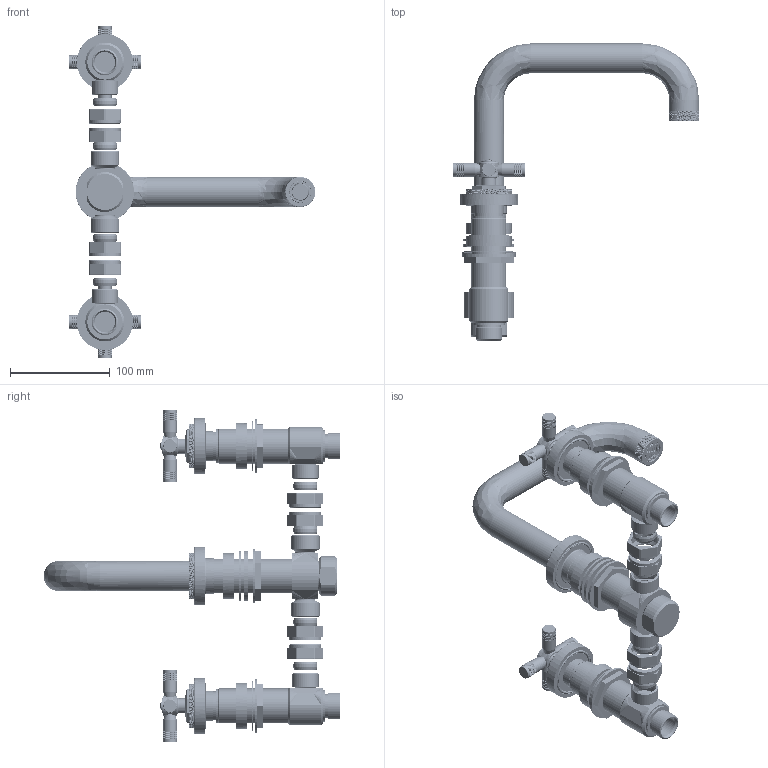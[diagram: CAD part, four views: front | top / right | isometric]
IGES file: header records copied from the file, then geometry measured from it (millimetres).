
Global section: file name: V7K44-2XK; native system: Autodesk Inventor 2018; preprocessor: unknown; author: aduggalther; date: 20171005.110351; units: millimetre
Bounding box: 246.62 x 297.2 x 332.23 mm (x, y, z)
Volume: 609511 mm3; surface area: 386833.5 mm2
Topology: 101 solids, 102 shells, 32780 faces, 71778 edges, 39534 vertices
Faces by surface type: bspline 32780
